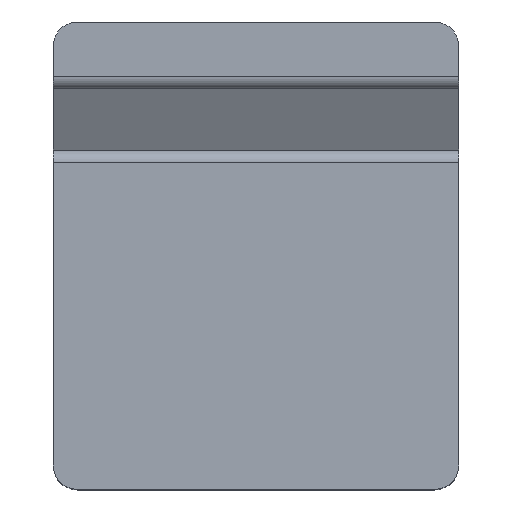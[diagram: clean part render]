
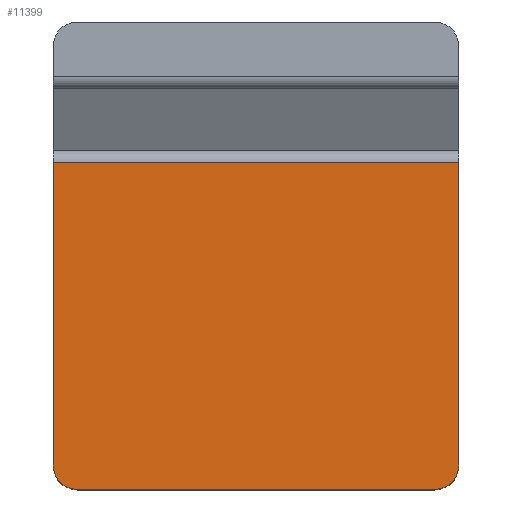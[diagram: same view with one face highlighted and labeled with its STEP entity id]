
A CAD part, top view. The second image highlights one B-rep face of the part: STEP entity #11399.
In plain terms, the highlighted planar face has unit normal (0, 0, 1).
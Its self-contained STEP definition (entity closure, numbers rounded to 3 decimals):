
#818=CIRCLE('',#12187,30.);
#820=CIRCLE('',#12192,30.);
#1676=FACE_OUTER_BOUND('',#2270,.T.);
#2270=EDGE_LOOP('',(#7779,#7780,#7781,#7782,#7783,#7784));
#3101=LINE('',#16979,#4111);
#3105=LINE('',#16987,#4115);
#3137=LINE('',#17069,#4147);
#3143=LINE('',#17082,#4153);
#4111=VECTOR('',#13450,10.);
#4115=VECTOR('',#13456,10.);
#4147=VECTOR('',#13534,10.);
#4153=VECTOR('',#13554,10.);
#5118=VERTEX_POINT('',#16972);
#5121=VERTEX_POINT('',#16977);
#5124=VERTEX_POINT('',#16985);
#5144=VERTEX_POINT('',#17049);
#5145=VERTEX_POINT('',#17051);
#5151=VERTEX_POINT('',#17068);
#6169=EDGE_CURVE('',#5121,#5118,#3101,.T.);
#6173=EDGE_CURVE('',#5124,#5121,#3105,.T.);
#6205=EDGE_CURVE('',#5144,#5145,#818,.T.);
#6214=EDGE_CURVE('',#5151,#5145,#3137,.T.);
#6216=EDGE_CURVE('',#5151,#5124,#820,.T.);
#6221=EDGE_CURVE('',#5118,#5144,#3143,.T.);
#7779=ORIENTED_EDGE('',*,*,#6169,.F.);
#7780=ORIENTED_EDGE('',*,*,#6173,.F.);
#7781=ORIENTED_EDGE('',*,*,#6216,.F.);
#7782=ORIENTED_EDGE('',*,*,#6214,.T.);
#7783=ORIENTED_EDGE('',*,*,#6205,.F.);
#7784=ORIENTED_EDGE('',*,*,#6221,.F.);
#10661=PLANE('',#12197);
#11399=ADVANCED_FACE('',(#1676),#10661,.T.);
#12187=AXIS2_PLACEMENT_3D('',#17052,#13519,#13520);
#12192=AXIS2_PLACEMENT_3D('',#17072,#13538,#13539);
#12197=AXIS2_PLACEMENT_3D('',#17081,#13552,#13553);
#13450=DIRECTION('',(1.,0.,0.));
#13456=DIRECTION('',(0.,1.,0.));
#13519=DIRECTION('center_axis',(0.,0.,-1.));
#13520=DIRECTION('ref_axis',(0.707,-0.707,0.));
#13534=DIRECTION('',(1.,0.,0.));
#13538=DIRECTION('center_axis',(0.,0.,-1.));
#13539=DIRECTION('ref_axis',(-0.707,-0.707,0.));
#13552=DIRECTION('center_axis',(0.,0.,1.));
#13553=DIRECTION('ref_axis',(0.,-1.,0.));
#13554=DIRECTION('',(0.,-1.,0.));
#16972=CARTESIAN_POINT('',(250.,114.624,500.));
#16977=CARTESIAN_POINT('',(-250.,114.624,500.));
#16979=CARTESIAN_POINT('',(0.,114.624,500.));
#16985=CARTESIAN_POINT('',(-250.,-257.5,500.));
#16987=CARTESIAN_POINT('',(-250.,132.5,500.));
#17049=CARTESIAN_POINT('',(250.,-257.5,500.));
#17051=CARTESIAN_POINT('',(220.,-287.5,500.));
#17052=CARTESIAN_POINT('Origin',(220.,-257.5,500.));
#17068=CARTESIAN_POINT('',(-220.,-287.5,500.));
#17069=CARTESIAN_POINT('',(0.,-287.5,500.));
#17072=CARTESIAN_POINT('Origin',(-220.,-257.5,500.));
#17081=CARTESIAN_POINT('Origin',(0.,132.5,500.));
#17082=CARTESIAN_POINT('',(250.,132.5,500.));
